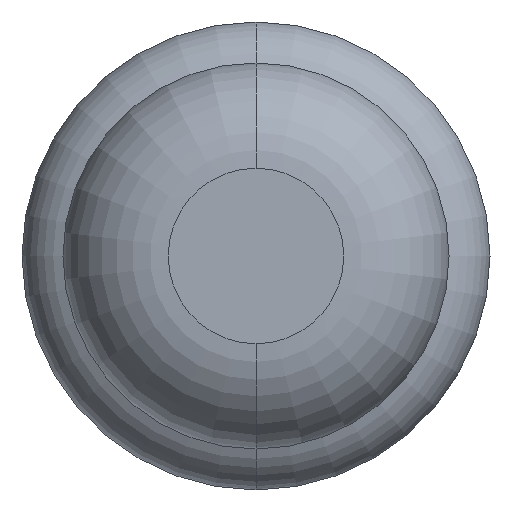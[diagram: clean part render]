
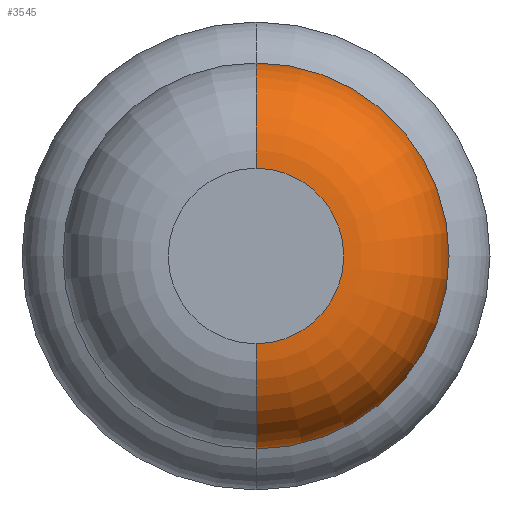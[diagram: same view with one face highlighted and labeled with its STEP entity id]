
A CAD part, front view. The second image highlights one B-rep face of the part: STEP entity #3545.
In plain terms, the highlighted toroidal (fillet/blend) face has major radius 0.375 mm and minor radius 0.45 mm.
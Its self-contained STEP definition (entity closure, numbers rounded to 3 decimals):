
#160 = AXIS2_PLACEMENT_3D ( 'NONE', #2536, #2896, #2581 ) ;
#319 = AXIS2_PLACEMENT_3D ( 'NONE', #3585, #2902, #1512 ) ;
#404 = DIRECTION ( 'NONE',  ( 0., 0., 1. ) ) ;
#438 = CARTESIAN_POINT ( 'NONE',  ( 0., -26.95, 0.375 ) ) ;
#542 = AXIS2_PLACEMENT_3D ( 'NONE', #3639, #1176, #2610 ) ;
#640 = CARTESIAN_POINT ( 'NONE',  ( 0., -26.95, 0.825 ) ) ;
#785 = CARTESIAN_POINT ( 'NONE',  ( 0., -26.95, -0.825 ) ) ;
#998 = ORIENTED_EDGE ( 'NONE', *, *, #1430, .T. ) ;
#1176 = DIRECTION ( 'NONE',  ( 0., 1., 0. ) ) ;
#1285 = CARTESIAN_POINT ( 'NONE',  ( 0., -27.4, 0. ) ) ;
#1321 = CARTESIAN_POINT ( 'NONE',  ( 0., -27.4, 0.375 ) ) ;
#1430 = EDGE_CURVE ( 'Defeature ausgef�hrt1_8+Defeature ausgef�hrt1_7+Defeature ausgef�hrt1_7+Defeature ausgef�hrt1_7', #4439, #4425, #2665, .T. ) ;
#1512 = DIRECTION ( 'NONE',  ( 0., 0., 1. ) ) ;
#1637 = DIRECTION ( 'NONE',  ( 0., 1., 0. ) ) ;
#1680 = VERTEX_POINT ( 'NONE', #785 ) ;
#1828 = CIRCLE ( 'NONE', #319, 0.825 ) ;
#2052 = EDGE_CURVE ( 'Defeature ausgef�hrt1_9+Defeature ausgef�hrt1_8+Defeature ausgef�hrt1_8+Defeature ausgef�hrt1_8', #3450, #1680, #1828, .T. ) ;
#2086 = EDGE_CURVE ( 'NONE', #4439, #3450, #3323, .T. ) ;
#2250 = EDGE_LOOP ( 'NONE', ( #998, #3251, #4072, #3789 ) ) ;
#2508 = FACE_OUTER_BOUND ( 'NONE', #2250, .T. ) ;
#2536 = CARTESIAN_POINT ( 'NONE',  ( 0., -26.95, -0.375 ) ) ;
#2581 = DIRECTION ( 'NONE',  ( 0., 0., -1. ) ) ;
#2610 = DIRECTION ( 'NONE',  ( 0., 0., 1. ) ) ;
#2665 = CIRCLE ( 'NONE', #2687, 0.375 ) ;
#2687 = AXIS2_PLACEMENT_3D ( 'NONE', #1285, #1637, #4494 ) ;
#2783 = AXIS2_PLACEMENT_3D ( 'NONE', #438, #3246, #404 ) ;
#2896 = DIRECTION ( 'NONE',  ( 1., 0., 0. ) ) ;
#2902 = DIRECTION ( 'NONE',  ( 0., 1., 0. ) ) ;
#3114 = CARTESIAN_POINT ( 'NONE',  ( 0., -27.4, -0.375 ) ) ;
#3164 = CIRCLE ( 'NONE', #160, 0.45 ) ;
#3246 = DIRECTION ( 'NONE',  ( -1., 0., 0. ) ) ;
#3251 = ORIENTED_EDGE ( 'NONE', *, *, #3855, .T. ) ;
#3323 = CIRCLE ( 'NONE', #2783, 0.45 ) ;
#3450 = VERTEX_POINT ( 'NONE', #640 ) ;
#3545 = ADVANCED_FACE ( 'Defeature ausgef�hrt1_8', ( #2508 ), #3917, .T. ) ;
#3585 = CARTESIAN_POINT ( 'NONE',  ( 0., -26.95, 0. ) ) ;
#3639 = CARTESIAN_POINT ( 'NONE',  ( 0., -26.95, 0. ) ) ;
#3789 = ORIENTED_EDGE ( 'NONE', *, *, #2086, .F. ) ;
#3855 = EDGE_CURVE ( 'NONE', #4425, #1680, #3164, .T. ) ;
#3917 = TOROIDAL_SURFACE ( 'NONE', #542, 0.375, 0.45 ) ;
#4072 = ORIENTED_EDGE ( 'NONE', *, *, #2052, .F. ) ;
#4425 = VERTEX_POINT ( 'NONE', #3114 ) ;
#4439 = VERTEX_POINT ( 'NONE', #1321 ) ;
#4494 = DIRECTION ( 'NONE',  ( 0., 0., 1. ) ) ;
